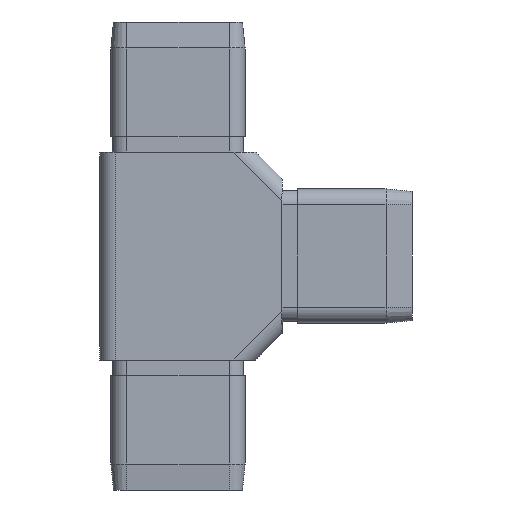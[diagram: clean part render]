
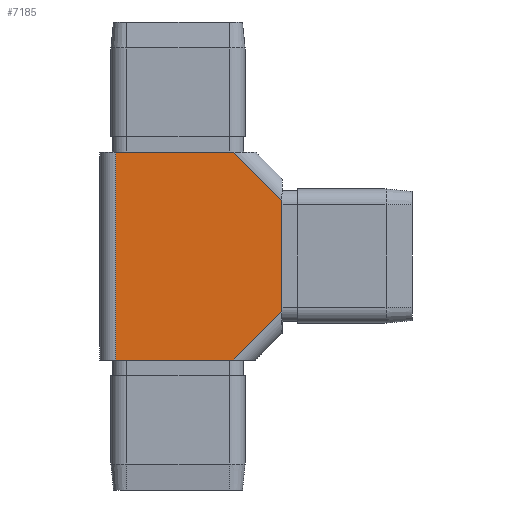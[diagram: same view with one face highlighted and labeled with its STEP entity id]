
A CAD part, left-side view. The second image highlights one B-rep face of the part: STEP entity #7185.
In plain terms, the highlighted planar face has unit normal (-1, 0, 0).
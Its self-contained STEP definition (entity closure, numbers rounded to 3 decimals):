
#394 = LINE ( 'NONE', #20055, #4485 ) ;
#754 = DIRECTION ( 'NONE',  ( 0., -1., 0. ) ) ;
#911 = VECTOR ( 'NONE', #1222, 1000. ) ;
#1222 = DIRECTION ( 'NONE',  ( 0., -0.707, 0.707 ) ) ;
#2159 = DIRECTION ( 'NONE',  ( 1., 0., 0. ) ) ;
#2178 = DIRECTION ( 'NONE',  ( 0., 0., -1. ) ) ;
#2549 = EDGE_CURVE ( 'NONE', #12774, #4315, #19895, .T. ) ;
#3064 = EDGE_CURVE ( 'NONE', #4810, #14708, #18066, .T. ) ;
#3171 = EDGE_CURVE ( 'NONE', #4185, #4315, #394, .T. ) ;
#3629 = CARTESIAN_POINT ( 'NONE',  ( -17.5, 17.5, 20. ) ) ;
#3866 = FACE_OUTER_BOUND ( 'NONE', #16386, .T. ) ;
#4185 = VERTEX_POINT ( 'NONE', #12371 ) ;
#4315 = VERTEX_POINT ( 'NONE', #19383 ) ;
#4485 = VECTOR ( 'NONE', #2178, 1000. ) ;
#4575 = EDGE_CURVE ( 'NONE', #4185, #13604, #10862, .T. ) ;
#4810 = VERTEX_POINT ( 'NONE', #11460 ) ;
#4961 = VECTOR ( 'NONE', #18075, 1000. ) ;
#5019 = VECTOR ( 'NONE', #17903, 1000. ) ;
#5132 = EDGE_CURVE ( 'NONE', #14708, #12774, #15170, .T. ) ;
#5711 = CARTESIAN_POINT ( 'NONE',  ( -17.5, 14.5, -20. ) ) ;
#6319 = LINE ( 'NONE', #3629, #13456 ) ;
#6707 = CARTESIAN_POINT ( 'NONE',  ( -17.5, 14.5, 20. ) ) ;
#7185 = ADVANCED_FACE ( 'NONE', ( #3866 ), #8700, .F. ) ;
#7265 = CARTESIAN_POINT ( 'NONE',  ( -17.5, -8.257, -20. ) ) ;
#7872 = CARTESIAN_POINT ( 'NONE',  ( -17.5, -15.379, -12.879 ) ) ;
#8700 = PLANE ( 'NONE',  #14673 ) ;
#8791 = CARTESIAN_POINT ( 'NONE',  ( -17.5, 17.5, -20. ) ) ;
#10014 = CARTESIAN_POINT ( 'NONE',  ( -17.5, -10.379, 17.879 ) ) ;
#10101 = DIRECTION ( 'NONE',  ( 0., -1., 0. ) ) ;
#10862 = LINE ( 'NONE', #10014, #4961 ) ;
#10995 = ORIENTED_EDGE ( 'NONE', *, *, #3064, .T. ) ;
#11460 = CARTESIAN_POINT ( 'NONE',  ( -17.5, 14.5, 20. ) ) ;
#12371 = CARTESIAN_POINT ( 'NONE',  ( -17.5, -17.5, 10.757 ) ) ;
#12449 = EDGE_CURVE ( 'NONE', #4810, #13604, #6319, .T. ) ;
#12774 = VERTEX_POINT ( 'NONE', #7265 ) ;
#13392 = VECTOR ( 'NONE', #754, 1000. ) ;
#13456 = VECTOR ( 'NONE', #10101, 1000. ) ;
#13604 = VERTEX_POINT ( 'NONE', #20438 ) ;
#13697 = CARTESIAN_POINT ( 'NONE',  ( -17.5, 17.5, 20. ) ) ;
#14598 = ORIENTED_EDGE ( 'NONE', *, *, #3171, .F. ) ;
#14673 = AXIS2_PLACEMENT_3D ( 'NONE', #13697, #2159, #20163 ) ;
#14708 = VERTEX_POINT ( 'NONE', #5711 ) ;
#15170 = LINE ( 'NONE', #8791, #13392 ) ;
#15388 = ORIENTED_EDGE ( 'NONE', *, *, #4575, .T. ) ;
#16386 = EDGE_LOOP ( 'NONE', ( #16643, #10995, #16964, #19939, #14598, #15388 ) ) ;
#16643 = ORIENTED_EDGE ( 'NONE', *, *, #12449, .F. ) ;
#16964 = ORIENTED_EDGE ( 'NONE', *, *, #5132, .T. ) ;
#17903 = DIRECTION ( 'NONE',  ( 0., 0., -1. ) ) ;
#18066 = LINE ( 'NONE', #6707, #5019 ) ;
#18075 = DIRECTION ( 'NONE',  ( 0., 0.707, 0.707 ) ) ;
#19383 = CARTESIAN_POINT ( 'NONE',  ( -17.5, -17.5, -10.757 ) ) ;
#19895 = LINE ( 'NONE', #7872, #911 ) ;
#19939 = ORIENTED_EDGE ( 'NONE', *, *, #2549, .T. ) ;
#20055 = CARTESIAN_POINT ( 'NONE',  ( -17.5, -17.5, 20. ) ) ;
#20163 = DIRECTION ( 'NONE',  ( 0., 0., -1. ) ) ;
#20438 = CARTESIAN_POINT ( 'NONE',  ( -17.5, -8.257, 20. ) ) ;
